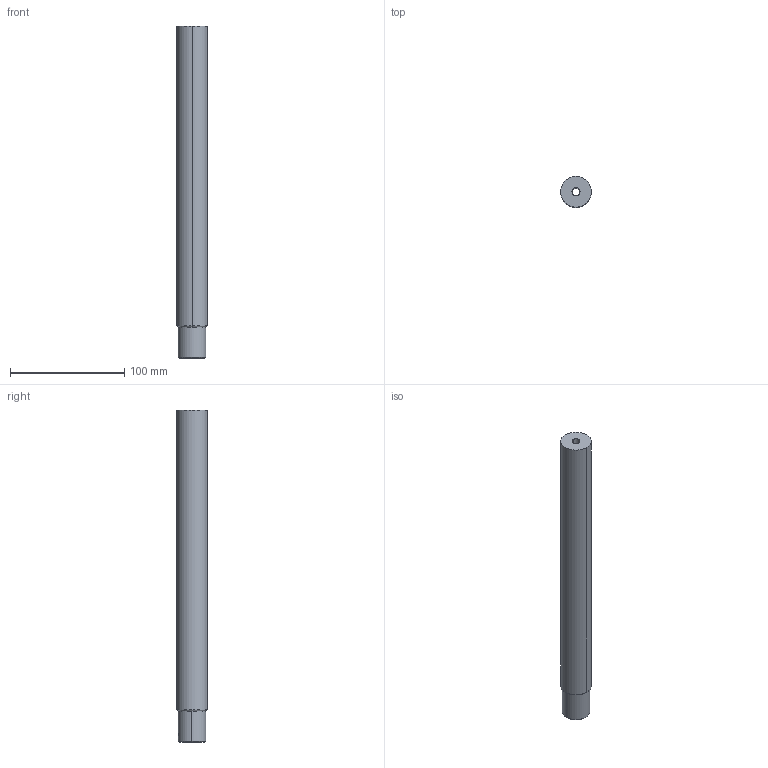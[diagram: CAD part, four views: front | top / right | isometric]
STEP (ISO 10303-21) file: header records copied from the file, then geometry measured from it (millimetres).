
FILE_DESCRIPTION(('no description'),'unknown implementation level');
FILE_NAME('4DF377E6-5067-4991-918C-750B651046B7_export.stp',' ',('CIMSOURCE GmbH'),('CADClick - KiM GmbH - www.kimweb.de'),'unknown preprocess','ACIS','unknown authorization');
FILE_SCHEMA(('automotive_design'));
Length unit declared in the file: millimetre
Products named in the file (2): 335.388 Kaiser D27 X CK2 X 255HM|335.388 Kaiser D27 X CK2 X 255HM;NONE; 335.388 Kaiser D27 X CK2 X 255HM|690.432 Kaiser ETL M5 X 6,5 CK2;NONE
Bounding box: 27 x 27 x 290 mm (x, y, z)
Volume: 149189.9 mm3; surface area: 32288.5 mm2
Topology: 2 solids, 2 shells, 77 faces, 182 edges, 109 vertices
Faces by surface type: cone 28, plane 27, cylinder 20, torus 2
Entity records: 4451 total; most frequent: CARTESIAN_POINT 541, DIRECTION 404, STYLED_ITEM 368, PRESENTATION_STYLE_ASSIGNMENT 368, COLOUR_RGB 368, ORIENTED_EDGE 360, EDGE_CURVE 180, CURVE_STYLE 180
